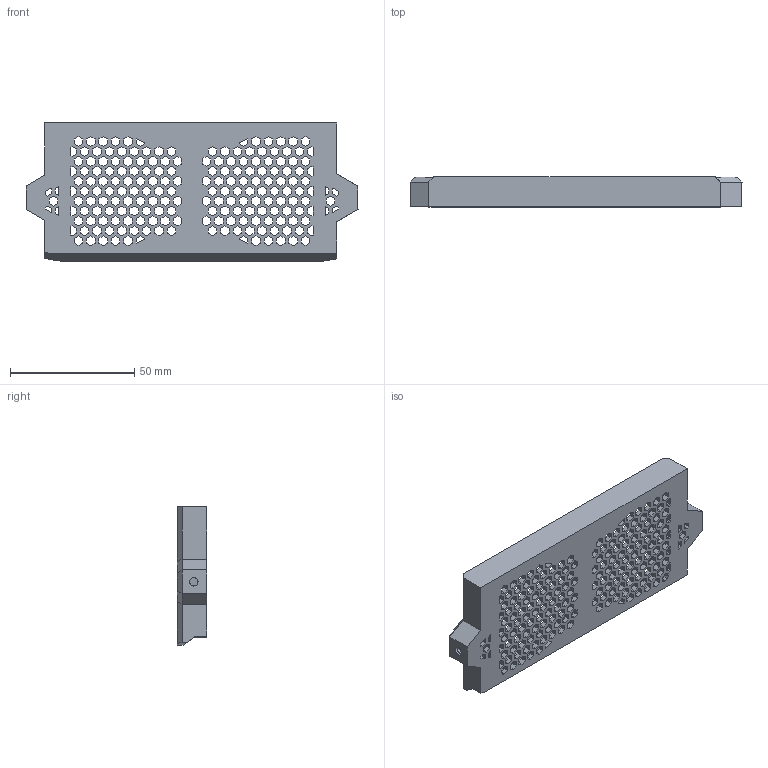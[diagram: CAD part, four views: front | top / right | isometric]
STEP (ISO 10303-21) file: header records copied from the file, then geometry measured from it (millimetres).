
FILE_DESCRIPTION(/* description */ (''),/* implementation_level */ '2;1');
FILE_NAME(/* name */ 'rear_cover.step',/* time_stamp */ '2023-12-03T21:51:35-08:00',/* author */ (''),/* organization */ (''),/* preprocessor_version */ 'ST-DEVELOPER v20',/* originating_system */ 'Autodesk Translation Framework v12.14.0.127',/* authorisation */ '');
FILE_SCHEMA (('AUTOMOTIVE_DESIGN { 1 0 10303 214 3 1 1 }'));
Length unit declared in the file: millimetre
Products named in the file (1): rear 3
Bounding box: 133.68 x 12 x 55.67 mm (x, y, z)
Volume: 31466.3 mm3; surface area: 22036.4 mm2
Topology: 1 solids, 1 shells, 1285 faces, 3829 edges, 2518 vertices
Faces by surface type: plane 1278, cylinder 6, bspline 1
Full cylindrical faces by diameter (mm): 3.4 x2, 6 x4
Entity records: 42937 total; most frequent: ORIENTED_EDGE 7658, CARTESIAN_POINT 7650, DIRECTION 6413, EDGE_CURVE 3829, LINE 3811, VECTOR 3811, VERTEX_POINT 2518, EDGE_LOOP 1657
